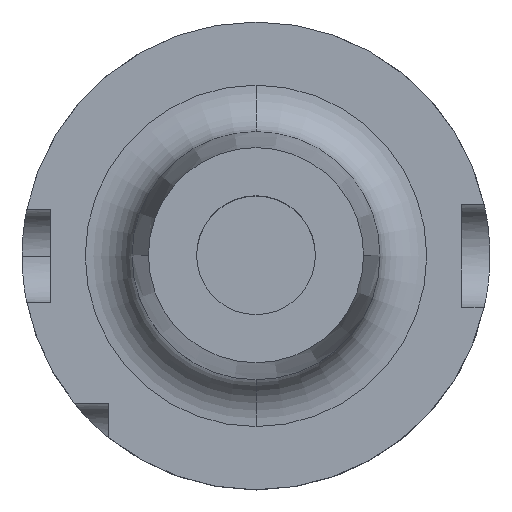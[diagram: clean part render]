
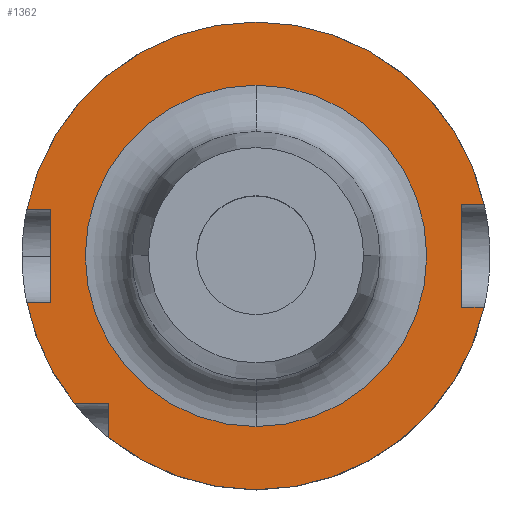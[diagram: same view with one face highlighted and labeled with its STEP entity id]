
A CAD part, top view. The second image highlights one B-rep face of the part: STEP entity #1362.
In plain terms, the highlighted planar face has unit normal (0, 0, 1).
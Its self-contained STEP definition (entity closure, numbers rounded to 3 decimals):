
#13 = DIRECTION ( 'NONE',  ( 0., -1., 0. ) ) ;
#53 = CIRCLE ( 'NONE', #2493, 50. ) ;
#155 = VERTEX_POINT ( 'NONE', #726 ) ;
#160 = AXIS2_PLACEMENT_3D ( 'NONE', #2362, #1712, #1683 ) ;
#185 = ORIENTED_EDGE ( 'NONE', *, *, #2273, .F. ) ;
#202 = VECTOR ( 'NONE', #2120, 1000. ) ;
#219 = VERTEX_POINT ( 'NONE', #1609 ) ;
#234 = DIRECTION ( 'NONE',  ( 0., 1., 0. ) ) ;
#258 = LINE ( 'NONE', #1996, #2404 ) ;
#279 = CARTESIAN_POINT ( 'NONE',  ( -48.99, 10., 29. ) ) ;
#289 = ORIENTED_EDGE ( 'NONE', *, *, #384, .F. ) ;
#326 = AXIS2_PLACEMENT_3D ( 'NONE', #2603, #1258, #13 ) ;
#331 = VERTEX_POINT ( 'NONE', #2226 ) ;
#367 = LINE ( 'NONE', #1975, #1479 ) ;
#384 = EDGE_CURVE ( 'NONE', #1431, #1166, #2452, .T. ) ;
#388 = LINE ( 'NONE', #1853, #862 ) ;
#390 = ORIENTED_EDGE ( 'NONE', *, *, #2187, .T. ) ;
#392 = VECTOR ( 'NONE', #1073, 1000. ) ;
#422 = VERTEX_POINT ( 'NONE', #2710 ) ;
#433 = EDGE_CURVE ( 'NONE', #1688, #2130, #702, .T. ) ;
#447 = VECTOR ( 'NONE', #2377, 1000. ) ;
#505 = CARTESIAN_POINT ( 'NONE',  ( -44., 10., 29. ) ) ;
#522 = ORIENTED_EDGE ( 'NONE', *, *, #654, .F. ) ;
#570 = CIRCLE ( 'NONE', #326, 36.5 ) ;
#594 = ORIENTED_EDGE ( 'NONE', *, *, #1921, .F. ) ;
#612 = CARTESIAN_POINT ( 'NONE',  ( 0., 0., 29. ) ) ;
#616 = CARTESIAN_POINT ( 'NONE',  ( -38.83, -31.5, 29. ) ) ;
#652 = EDGE_LOOP ( 'NONE', ( #522, #185, #594, #1273, #734, #2243, #1757, #1304, #2626, #2001, #289, #1368 ) ) ;
#654 = EDGE_CURVE ( 'NONE', #2405, #1803, #388, .T. ) ;
#670 = CARTESIAN_POINT ( 'NONE',  ( 44., 11., 29. ) ) ;
#702 = CIRCLE ( 'NONE', #1380, 50. ) ;
#726 = CARTESIAN_POINT ( 'NONE',  ( 48.775, 11., 29. ) ) ;
#734 = ORIENTED_EDGE ( 'NONE', *, *, #2678, .F. ) ;
#768 = CIRCLE ( 'NONE', #2211, 36.5 ) ;
#780 = CARTESIAN_POINT ( 'NONE',  ( 0., 0., 29. ) ) ;
#845 = CARTESIAN_POINT ( 'NONE',  ( -31.5, 0., 29. ) ) ;
#850 = EDGE_CURVE ( 'NONE', #2524, #1688, #258, .T. ) ;
#862 = VECTOR ( 'NONE', #2795, 1000. ) ;
#920 = DIRECTION ( 'NONE',  ( 1., 0., 0. ) ) ;
#921 = VERTEX_POINT ( 'NONE', #1332 ) ;
#991 = DIRECTION ( 'NONE',  ( 0., 1., 0. ) ) ;
#993 = LINE ( 'NONE', #845, #447 ) ;
#1051 = AXIS2_PLACEMENT_3D ( 'NONE', #612, #2407, #234 ) ;
#1054 = EDGE_LOOP ( 'NONE', ( #390, #1619 ) ) ;
#1073 = DIRECTION ( 'NONE',  ( 0., -1., 0. ) ) ;
#1095 = DIRECTION ( 'NONE',  ( 0., -1., 0. ) ) ;
#1096 = VECTOR ( 'NONE', #2099, 1000. ) ;
#1108 = DIRECTION ( 'NONE',  ( 0., 0., -1. ) ) ;
#1117 = CARTESIAN_POINT ( 'NONE',  ( 0., 0., 29. ) ) ;
#1166 = VERTEX_POINT ( 'NONE', #2068 ) ;
#1214 = DIRECTION ( 'NONE',  ( 0., 0., -1. ) ) ;
#1238 = LINE ( 'NONE', #2110, #202 ) ;
#1258 = DIRECTION ( 'NONE',  ( 0., 0., -1. ) ) ;
#1273 = ORIENTED_EDGE ( 'NONE', *, *, #1472, .T. ) ;
#1304 = ORIENTED_EDGE ( 'NONE', *, *, #433, .F. ) ;
#1332 = CARTESIAN_POINT ( 'NONE',  ( 48.775, -11., 29. ) ) ;
#1362 = ADVANCED_FACE ( 'NONE', ( #2114, #2638 ), #2800, .T. ) ;
#1368 = ORIENTED_EDGE ( 'NONE', *, *, #2653, .F. ) ;
#1380 = AXIS2_PLACEMENT_3D ( 'NONE', #2480, #2451, #2438 ) ;
#1431 = VERTEX_POINT ( 'NONE', #1816 ) ;
#1472 = EDGE_CURVE ( 'NONE', #921, #2043, #1238, .T. ) ;
#1479 = VECTOR ( 'NONE', #2186, 1000. ) ;
#1489 = CARTESIAN_POINT ( 'NONE',  ( 44., -11., 29. ) ) ;
#1504 = LINE ( 'NONE', #1741, #392 ) ;
#1518 = DIRECTION ( 'NONE',  ( -1., 0., 0. ) ) ;
#1528 = CARTESIAN_POINT ( 'NONE',  ( -31.5, -31.5, 29. ) ) ;
#1543 = CARTESIAN_POINT ( 'NONE',  ( 0., -10., 29. ) ) ;
#1571 = EDGE_CURVE ( 'NONE', #1659, #155, #367, .T. ) ;
#1609 = CARTESIAN_POINT ( 'NONE',  ( 0., 36.5, 29. ) ) ;
#1619 = ORIENTED_EDGE ( 'NONE', *, *, #1637, .T. ) ;
#1637 = EDGE_CURVE ( 'NONE', #219, #422, #768, .T. ) ;
#1659 = VERTEX_POINT ( 'NONE', #670 ) ;
#1683 = DIRECTION ( 'NONE',  ( 0., -1., 0. ) ) ;
#1688 = VERTEX_POINT ( 'NONE', #279 ) ;
#1712 = DIRECTION ( 'NONE',  ( 0., 0., 1. ) ) ;
#1741 = CARTESIAN_POINT ( 'NONE',  ( -44., -10., 29. ) ) ;
#1757 = ORIENTED_EDGE ( 'NONE', *, *, #2012, .F. ) ;
#1803 = VERTEX_POINT ( 'NONE', #616 ) ;
#1816 = CARTESIAN_POINT ( 'NONE',  ( -48.99, -10., 29. ) ) ;
#1853 = CARTESIAN_POINT ( 'NONE',  ( 0., -31.5, 29. ) ) ;
#1867 = VECTOR ( 'NONE', #920, 1000. ) ;
#1920 = CARTESIAN_POINT ( 'NONE',  ( 0., 50., 29. ) ) ;
#1921 = EDGE_CURVE ( 'NONE', #921, #331, #2736, .T. ) ;
#1975 = CARTESIAN_POINT ( 'NONE',  ( 0., 11., 29. ) ) ;
#1996 = CARTESIAN_POINT ( 'NONE',  ( 0., 10., 29. ) ) ;
#2001 = ORIENTED_EDGE ( 'NONE', *, *, #2321, .T. ) ;
#2010 = CIRCLE ( 'NONE', #2389, 50. ) ;
#2012 = EDGE_CURVE ( 'NONE', #2130, #155, #2010, .T. ) ;
#2043 = VERTEX_POINT ( 'NONE', #1489 ) ;
#2068 = CARTESIAN_POINT ( 'NONE',  ( -44., -10., 29. ) ) ;
#2099 = DIRECTION ( 'NONE',  ( 0., -1., 0. ) ) ;
#2110 = CARTESIAN_POINT ( 'NONE',  ( 0., -11., 29. ) ) ;
#2114 = FACE_BOUND ( 'NONE', #1054, .T. ) ;
#2120 = DIRECTION ( 'NONE',  ( -1., 0., 0. ) ) ;
#2130 = VERTEX_POINT ( 'NONE', #1920 ) ;
#2186 = DIRECTION ( 'NONE',  ( 1., 0., 0. ) ) ;
#2187 = EDGE_CURVE ( 'NONE', #422, #219, #570, .T. ) ;
#2211 = AXIS2_PLACEMENT_3D ( 'NONE', #1117, #1108, #1095 ) ;
#2226 = CARTESIAN_POINT ( 'NONE',  ( -31.5, -38.83, 29. ) ) ;
#2243 = ORIENTED_EDGE ( 'NONE', *, *, #1571, .T. ) ;
#2272 = LINE ( 'NONE', #2542, #1096 ) ;
#2273 = EDGE_CURVE ( 'NONE', #331, #2405, #993, .T. ) ;
#2318 = DIRECTION ( 'NONE',  ( 0., 0., -1. ) ) ;
#2321 = EDGE_CURVE ( 'NONE', #2524, #1166, #1504, .T. ) ;
#2362 = CARTESIAN_POINT ( 'NONE',  ( 0., 0., 29. ) ) ;
#2377 = DIRECTION ( 'NONE',  ( 0., 1., 0. ) ) ;
#2389 = AXIS2_PLACEMENT_3D ( 'NONE', #2551, #1214, #2780 ) ;
#2404 = VECTOR ( 'NONE', #1518, 1000. ) ;
#2405 = VERTEX_POINT ( 'NONE', #1528 ) ;
#2407 = DIRECTION ( 'NONE',  ( 0., 0., -1. ) ) ;
#2438 = DIRECTION ( 'NONE',  ( 0., 1., 0. ) ) ;
#2451 = DIRECTION ( 'NONE',  ( 0., 0., -1. ) ) ;
#2452 = LINE ( 'NONE', #1543, #1867 ) ;
#2480 = CARTESIAN_POINT ( 'NONE',  ( 0., 0., 29. ) ) ;
#2493 = AXIS2_PLACEMENT_3D ( 'NONE', #780, #2318, #991 ) ;
#2524 = VERTEX_POINT ( 'NONE', #505 ) ;
#2542 = CARTESIAN_POINT ( 'NONE',  ( 44., -11., 29. ) ) ;
#2551 = CARTESIAN_POINT ( 'NONE',  ( 0., 0., 29. ) ) ;
#2603 = CARTESIAN_POINT ( 'NONE',  ( 0., 0., 29. ) ) ;
#2626 = ORIENTED_EDGE ( 'NONE', *, *, #850, .F. ) ;
#2638 = FACE_OUTER_BOUND ( 'NONE', #652, .T. ) ;
#2653 = EDGE_CURVE ( 'NONE', #1803, #1431, #53, .T. ) ;
#2678 = EDGE_CURVE ( 'NONE', #1659, #2043, #2272, .T. ) ;
#2710 = CARTESIAN_POINT ( 'NONE',  ( 0., -36.5, 29. ) ) ;
#2736 = CIRCLE ( 'NONE', #1051, 50. ) ;
#2780 = DIRECTION ( 'NONE',  ( 0., 1., 0. ) ) ;
#2795 = DIRECTION ( 'NONE',  ( -1., 0., 0. ) ) ;
#2800 = PLANE ( 'NONE',  #160 ) ;
